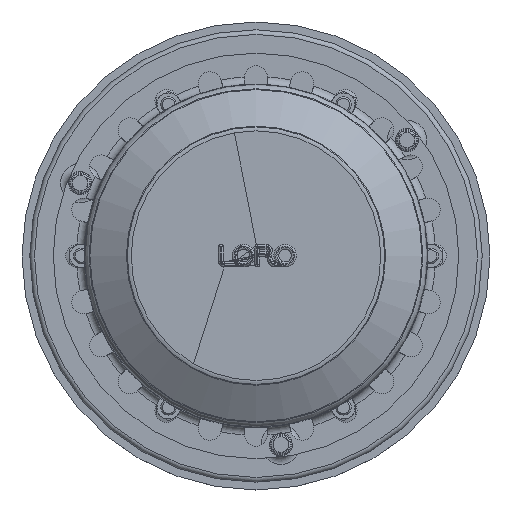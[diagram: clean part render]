
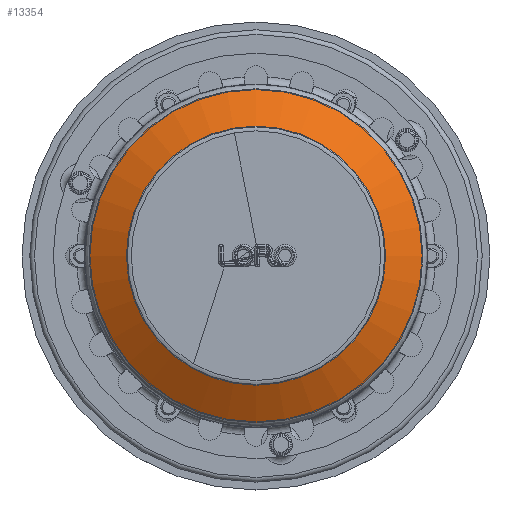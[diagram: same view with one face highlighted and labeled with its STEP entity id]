
A CAD part, top view. The second image highlights one B-rep face of the part: STEP entity #13354.
In plain terms, the highlighted conical face has half-angle 59.744 degrees and reference radius 950.348 mm.
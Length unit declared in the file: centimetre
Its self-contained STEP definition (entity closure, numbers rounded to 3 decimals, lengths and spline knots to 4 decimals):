
#1405=FACE_OUTER_BOUND('',#2259,.T.);
#2259=EDGE_LOOP('',(#10178,#10179,#10180,#10181,#10182,#10183));
#3250=LINE('',#27256,#4014);
#4014=VECTOR('',#16917,95.0348);
#4691=CIRCLE('',#14437,83.0464);
#4694=CIRCLE('',#14440,83.0464);
#4695=CIRCLE('',#14442,107.0232);
#4696=CIRCLE('',#14443,107.0232);
#5861=VERTEX_POINT('',#27244);
#5862=VERTEX_POINT('',#27245);
#5864=VERTEX_POINT('',#27252);
#5865=VERTEX_POINT('',#27253);
#7416=EDGE_CURVE('',#5861,#5862,#4691,.T.);
#7419=EDGE_CURVE('',#5862,#5861,#4694,.T.);
#7420=EDGE_CURVE('',#5864,#5865,#4695,.T.);
#7421=EDGE_CURVE('',#5865,#5864,#4696,.T.);
#7422=EDGE_CURVE('',#5865,#5862,#3250,.T.);
#10178=ORIENTED_EDGE('',*,*,#7420,.F.);
#10179=ORIENTED_EDGE('',*,*,#7421,.F.);
#10180=ORIENTED_EDGE('',*,*,#7422,.T.);
#10181=ORIENTED_EDGE('',*,*,#7419,.T.);
#10182=ORIENTED_EDGE('',*,*,#7416,.T.);
#10183=ORIENTED_EDGE('',*,*,#7422,.F.);
#12810=CONICAL_SURFACE('',#14441,95.0348,1.043);
#13354=ADVANCED_FACE('',(#1405),#12810,.T.);
#14437=AXIS2_PLACEMENT_3D('',#27246,#16903,#16904);
#14440=AXIS2_PLACEMENT_3D('',#27250,#16909,#16910);
#14441=AXIS2_PLACEMENT_3D('',#27251,#16911,#16912);
#14442=AXIS2_PLACEMENT_3D('',#27254,#16913,#16914);
#14443=AXIS2_PLACEMENT_3D('',#27255,#16915,#16916);
#16903=DIRECTION('center_axis',(0.,0.,
-1.));
#16904=DIRECTION('ref_axis',(1.,0.,0.));
#16909=DIRECTION('center_axis',(0.,0.,
-1.));
#16910=DIRECTION('ref_axis',(1.,0.,0.));
#16911=DIRECTION('center_axis',(0.,0.,
-1.));
#16912=DIRECTION('ref_axis',(-1.,0.,0.));
#16913=DIRECTION('center_axis',(0.,0.,
-1.));
#16914=DIRECTION('ref_axis',(1.,0.,0.));
#16915=DIRECTION('center_axis',(0.,0.,
-1.));
#16916=DIRECTION('ref_axis',(1.,0.,0.));
#16917=DIRECTION('',(-0.864,0.,0.504));
#27244=CARTESIAN_POINT('',(0.,-83.0464,115.1691));
#27245=CARTESIAN_POINT('',(83.0464,0.,115.1691));
#27246=CARTESIAN_POINT('Origin',(0.,0.,
115.1691));
#27250=CARTESIAN_POINT('Origin',(0.,0.,
115.1691));
#27251=CARTESIAN_POINT('Origin',(0.,0.,
108.1759));
#27252=CARTESIAN_POINT('',(0.,-107.0232,101.1826));
#27253=CARTESIAN_POINT('',(107.0232,0.,101.1826));
#27254=CARTESIAN_POINT('Origin',(0.,0.,
101.1826));
#27255=CARTESIAN_POINT('Origin',(0.,0.,
101.1826));
#27256=CARTESIAN_POINT('',(95.0348,0.,108.1759));
